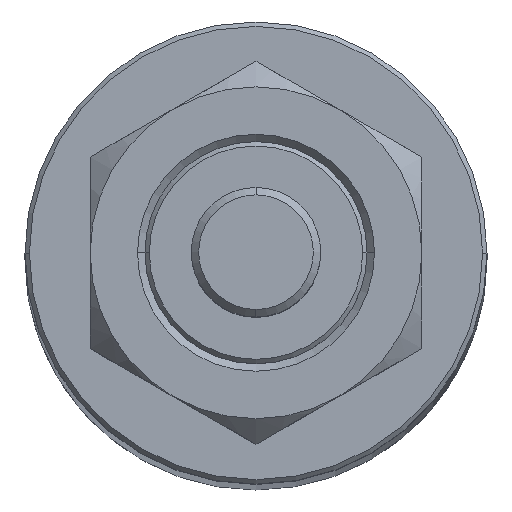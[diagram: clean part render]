
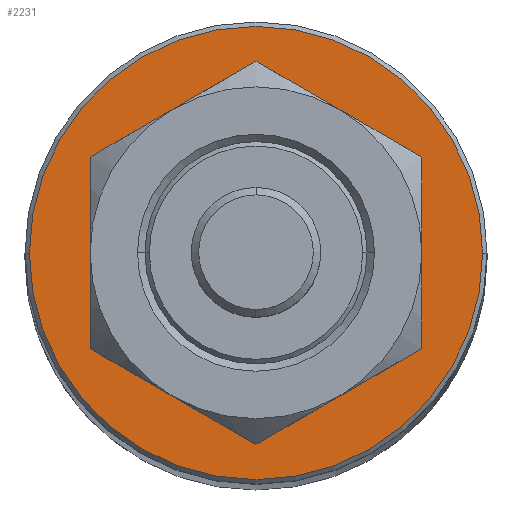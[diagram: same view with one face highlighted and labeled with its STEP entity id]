
A CAD part, top view. The second image highlights one B-rep face of the part: STEP entity #2231.
In plain terms, the highlighted face is planar.
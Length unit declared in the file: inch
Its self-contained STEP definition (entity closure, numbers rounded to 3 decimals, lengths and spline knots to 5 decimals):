
#41 = VERTEX_POINT ( 'NONE', #1105 ) ;
#49 = CARTESIAN_POINT ( 'NONE',  ( 0.88, 0., 0. ) ) ;
#145 = VERTEX_POINT ( 'NONE', #1886 ) ;
#229 = ORIENTED_EDGE ( 'NONE', *, *, #2183, .F. ) ;
#267 = DIRECTION ( 'NONE',  ( 0., 0., 1. ) ) ;
#299 = ORIENTED_EDGE ( 'NONE', *, *, #1643, .F. ) ;
#360 = PLANE ( 'NONE',  #1829 ) ;
#370 = DIRECTION ( 'NONE',  ( -1., 0., 0. ) ) ;
#462 = AXIS2_PLACEMENT_3D ( 'NONE', #2458, #1148, #2674 ) ;
#572 = DIRECTION ( 'NONE',  ( -1., 0., 0. ) ) ;
#598 = DIRECTION ( 'NONE',  ( 0., 0., -1. ) ) ;
#663 = CIRCLE ( 'NONE', #949, 0.765 ) ;
#686 = VERTEX_POINT ( 'NONE', #2832 ) ;
#713 = CARTESIAN_POINT ( 'NONE',  ( 0.88, 0., -0.765 ) ) ;
#858 = EDGE_CURVE ( 'NONE', #1276, #41, #1181, .T. ) ;
#936 = AXIS2_PLACEMENT_3D ( 'NONE', #1887, #572, #2102 ) ;
#949 = AXIS2_PLACEMENT_3D ( 'NONE', #1700, #370, #1919 ) ;
#1022 = CARTESIAN_POINT ( 'NONE',  ( 0.88, 0.765, 0. ) ) ;
#1105 = CARTESIAN_POINT ( 'NONE',  ( 0.88, 0., 0.765 ) ) ;
#1148 = DIRECTION ( 'NONE',  ( -1., 0., 0. ) ) ;
#1181 = CIRCLE ( 'NONE', #2291, 0.765 ) ;
#1276 = VERTEX_POINT ( 'NONE', #713 ) ;
#1378 = ORIENTED_EDGE ( 'NONE', *, *, #858, .T. ) ;
#1392 = EDGE_CURVE ( 'NONE', #41, #1276, #663, .T. ) ;
#1407 = CIRCLE ( 'NONE', #462, 0.37375 ) ;
#1415 = EDGE_LOOP ( 'NONE', ( #299, #229 ) ) ;
#1591 = DIRECTION ( 'NONE',  ( -1., 0., 0. ) ) ;
#1643 = EDGE_CURVE ( 'NONE', #686, #145, #1407, .T. ) ;
#1656 = EDGE_LOOP ( 'NONE', ( #1378, #1737 ) ) ;
#1700 = CARTESIAN_POINT ( 'NONE',  ( 0.88, 0., 0. ) ) ;
#1737 = ORIENTED_EDGE ( 'NONE', *, *, #1392, .T. ) ;
#1829 = AXIS2_PLACEMENT_3D ( 'NONE', #1022, #1912, #598 ) ;
#1861 = FACE_OUTER_BOUND ( 'NONE', #1656, .T. ) ;
#1886 = CARTESIAN_POINT ( 'NONE',  ( 0.88, 0., -0.37375 ) ) ;
#1887 = CARTESIAN_POINT ( 'NONE',  ( 0.88, 0., 0. ) ) ;
#1912 = DIRECTION ( 'NONE',  ( 1., 0., 0. ) ) ;
#1919 = DIRECTION ( 'NONE',  ( 0., 0., 1. ) ) ;
#2102 = DIRECTION ( 'NONE',  ( 0., 0., 1. ) ) ;
#2183 = EDGE_CURVE ( 'NONE', #145, #686, #2365, .T. ) ;
#2231 = ADVANCED_FACE ( 'NONE', ( #1861, #2819 ), #360, .F. ) ;
#2291 = AXIS2_PLACEMENT_3D ( 'NONE', #49, #1591, #267 ) ;
#2365 = CIRCLE ( 'NONE', #936, 0.37375 ) ;
#2458 = CARTESIAN_POINT ( 'NONE',  ( 0.88, 0., 0. ) ) ;
#2674 = DIRECTION ( 'NONE',  ( 0., 0., 1. ) ) ;
#2819 = FACE_BOUND ( 'NONE', #1415, .T. ) ;
#2832 = CARTESIAN_POINT ( 'NONE',  ( 0.88, 0., 0.37375 ) ) ;
